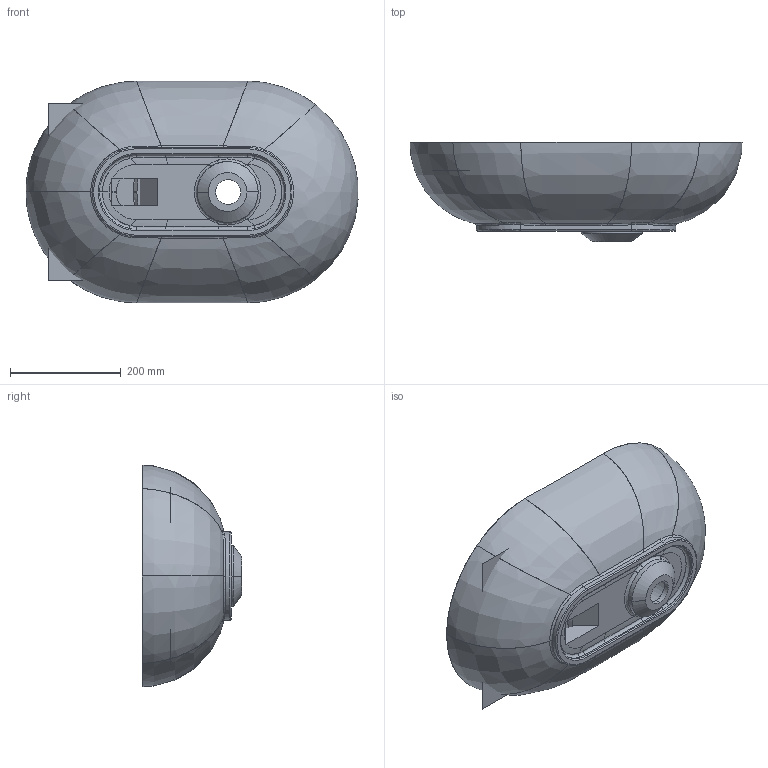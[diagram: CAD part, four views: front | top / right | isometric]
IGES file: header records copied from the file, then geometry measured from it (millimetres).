
Start section:  PTC IGES file: Villa_600.igs
Global section: file name: Villa_600.igs; native system: Creo Parametric by PTC Inc.; preprocessor: 2018190; author: IPelchen; organization: Unknown; date: 20190418.154520; units: millimetre
Bounding box: 599.52 x 179 x 400 mm (x, y, z)
Surface area: 1451559.5 mm2 (no closed solid volume)
Topology: 0 solids, 0 shells, 184 faces, 1341 edges, 1534 vertices
Faces by surface type: bspline 154, revolution 30
